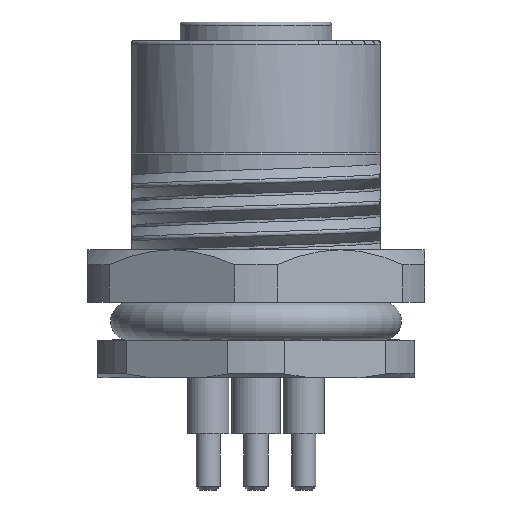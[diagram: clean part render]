
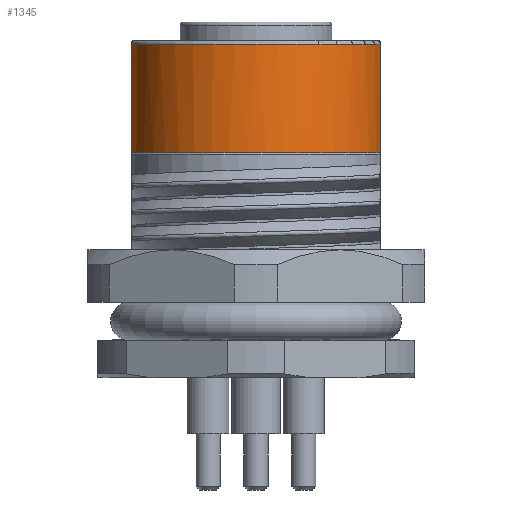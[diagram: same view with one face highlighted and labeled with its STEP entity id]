
A CAD part, front view. The second image highlights one B-rep face of the part: STEP entity #1345.
In plain terms, the highlighted cylindrical face has radius 6.75 mm (diameter 13.5 mm), a partial arc.
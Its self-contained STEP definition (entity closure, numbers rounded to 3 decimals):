
#190=FACE_OUTER_BOUND('',#1969,.T.);
#604=B_SPLINE_CURVE_WITH_KNOTS('',3,(#7823,#7824,#7825,#7826),
 .UNSPECIFIED.,.F.,.F.,(4,4),(0.,1.),.UNSPECIFIED.);
#637=B_SPLINE_CURVE_WITH_KNOTS('',3,(#9889,#9890,#9891,#9892,#9893,#9894,
#9895,#9896,#9897,#9898),.UNSPECIFIED.,.F.,.F.,(4,2,2,2,4),(0.,0.25,0.5,
0.75,1.),.UNSPECIFIED.);
#865=LINE('',#7567,#1097);
#1097=VECTOR('',#5906,1.);
#1345=ADVANCED_FACE('',(#190),#1630,.T.);
#1630=CYLINDRICAL_SURFACE('',#5347,6.75);
#1969=EDGE_LOOP('',(#2710,#2711,#2712,#2713));
#2710=ORIENTED_EDGE('',*,*,#4504,.F.);
#2711=ORIENTED_EDGE('',*,*,#4548,.T.);
#2712=ORIENTED_EDGE('',*,*,#4448,.T.);
#2713=ORIENTED_EDGE('',*,*,#4542,.T.);
#3907=VERTEX_POINT('',#7566);
#3908=VERTEX_POINT('',#7568);
#3957=VERTEX_POINT('',#7822);
#3958=VERTEX_POINT('',#7827);
#4448=EDGE_CURVE('',#3908,#3907,#865,.T.);
#4504=EDGE_CURVE('',#3957,#3958,#604,.T.);
#4542=EDGE_CURVE('',#3907,#3958,#5092,.T.);
#4548=EDGE_CURVE('',#3957,#3908,#637,.T.);
#5092=CIRCLE('',#5336,6.75);
#5336=AXIS2_PLACEMENT_3D('',#9874,#5965,#5966);
#5347=AXIS2_PLACEMENT_3D('',#9899,#5987,#5988);
#5906=DIRECTION('',(0.,0.,1.));
#5965=DIRECTION('',(0.,0.,-1.));
#5966=DIRECTION('',(0.984,-0.18,0.));
#5987=DIRECTION('',(0.,0.,1.));
#5988=DIRECTION('',(0.866,0.5,0.));
#7566=CARTESIAN_POINT('',(6.639,-1.217,8.8));
#7567=CARTESIAN_POINT('',(6.639,-1.217,3.));
#7568=CARTESIAN_POINT('',(6.639,-1.217,3.));
#7822=CARTESIAN_POINT('',(-6.639,-1.217,3.));
#7823=CARTESIAN_POINT('',(-6.639,-1.217,3.));
#7824=CARTESIAN_POINT('',(-6.639,-1.217,4.933));
#7825=CARTESIAN_POINT('',(-6.639,-1.217,6.867));
#7826=CARTESIAN_POINT('',(-6.639,-1.217,8.8));
#7827=CARTESIAN_POINT('',(-6.639,-1.217,8.8));
#9874=CARTESIAN_POINT('',(0.,0.,8.8));
#9889=CARTESIAN_POINT('',(-6.639,-1.217,3.));
#9890=CARTESIAN_POINT('',(-6.358,-2.755,3.));
#9891=CARTESIAN_POINT('',(-5.522,-4.185,3.));
#9892=CARTESIAN_POINT('',(-3.12,-6.186,3.));
#9893=CARTESIAN_POINT('',(-1.563,-6.75,3.));
#9894=CARTESIAN_POINT('',(1.563,-6.75,3.));
#9895=CARTESIAN_POINT('',(3.12,-6.186,3.));
#9896=CARTESIAN_POINT('',(5.522,-4.185,3.));
#9897=CARTESIAN_POINT('',(6.358,-2.755,3.));
#9898=CARTESIAN_POINT('',(6.639,-1.217,3.));
#9899=CARTESIAN_POINT('',(0.,0.,3.));
